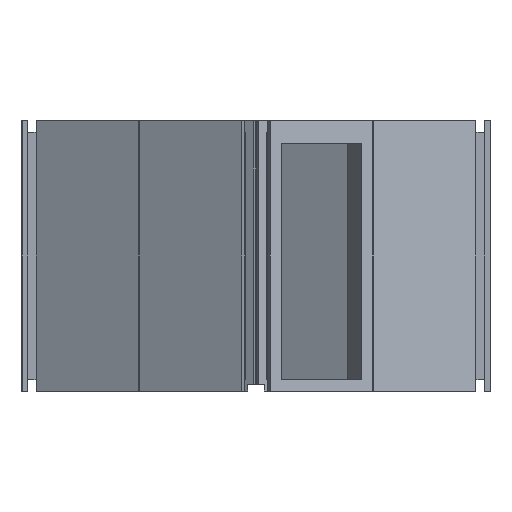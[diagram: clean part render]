
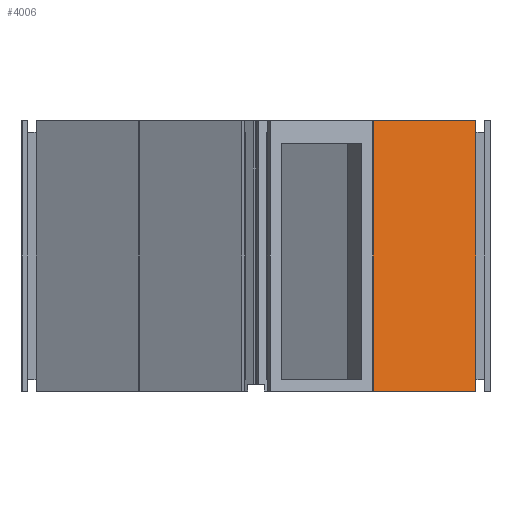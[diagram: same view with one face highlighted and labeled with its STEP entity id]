
A CAD part, left-side view. The second image highlights one B-rep face of the part: STEP entity #4006.
In plain terms, the highlighted planar face has unit normal (-0.866, -0.5, 0).
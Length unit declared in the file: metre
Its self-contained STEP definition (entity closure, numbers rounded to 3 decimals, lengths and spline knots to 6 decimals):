
#206=ORIENTED_EDGE('',*,*,#1241,.F.);
#207=ORIENTED_EDGE('',*,*,#1251,.F.);
#208=ORIENTED_EDGE('',*,*,#1244,.T.);
#209=ORIENTED_EDGE('',*,*,#1233,.T.);
#1233=EDGE_CURVE('',#1770,#1768,#2165,.T.);
#1241=EDGE_CURVE('',#1775,#1768,#2173,.T.);
#1244=EDGE_CURVE('',#1777,#1770,#2176,.T.);
#1251=EDGE_CURVE('',#1777,#1775,#2183,.T.);
#1768=VERTEX_POINT('',#5800);
#1770=VERTEX_POINT('',#5803);
#1775=VERTEX_POINT('',#5817);
#1777=VERTEX_POINT('',#5825);
#2165=LINE('',#5802,#2725);
#2173=LINE('',#5818,#2733);
#2176=LINE('',#5824,#2736);
#2183=LINE('',#5836,#2743);
#2725=VECTOR('',#4724,1.);
#2733=VECTOR('',#4736,1.);
#2736=VECTOR('',#4743,1.);
#2743=VECTOR('',#4754,1.);
#3245=EDGE_LOOP('',(#206,#207,#208,#209));
#3511=FACE_BOUND('',#3245,.T.);
#3772=PLANE('',#4375);
#4006=ADVANCED_FACE('',(#3511),#3772,.F.);
#4375=AXIS2_PLACEMENT_3D('',#5837,#4755,#4756);
#4724=DIRECTION('',(0.,0.,-1.));
#4736=DIRECTION('',(-0.5,0.866,0.));
#4743=DIRECTION('',(-0.5,0.866,0.));
#4754=DIRECTION('',(0.,0.,-1.));
#4755=DIRECTION('',(0.866,0.5,0.));
#4756=DIRECTION('',(0.5,-0.866,0.));
#5800=CARTESIAN_POINT('',(-0.1524,-0.087988,0.));
#5802=CARTESIAN_POINT('',(-0.1524,-0.087988,0.2032));
#5803=CARTESIAN_POINT('',(-0.1524,-0.087988,0.2032));
#5817=CARTESIAN_POINT('',(-0.10771,-0.165393,0.));
#5818=CARTESIAN_POINT('',(-0.130055,-0.126691,0.));
#5824=CARTESIAN_POINT('',(-0.130055,-0.126691,0.2032));
#5825=CARTESIAN_POINT('',(-0.10771,-0.165393,0.2032));
#5836=CARTESIAN_POINT('',(-0.10771,-0.165393,0.2032));
#5837=CARTESIAN_POINT('',(-0.130055,-0.126691,0.2032));
